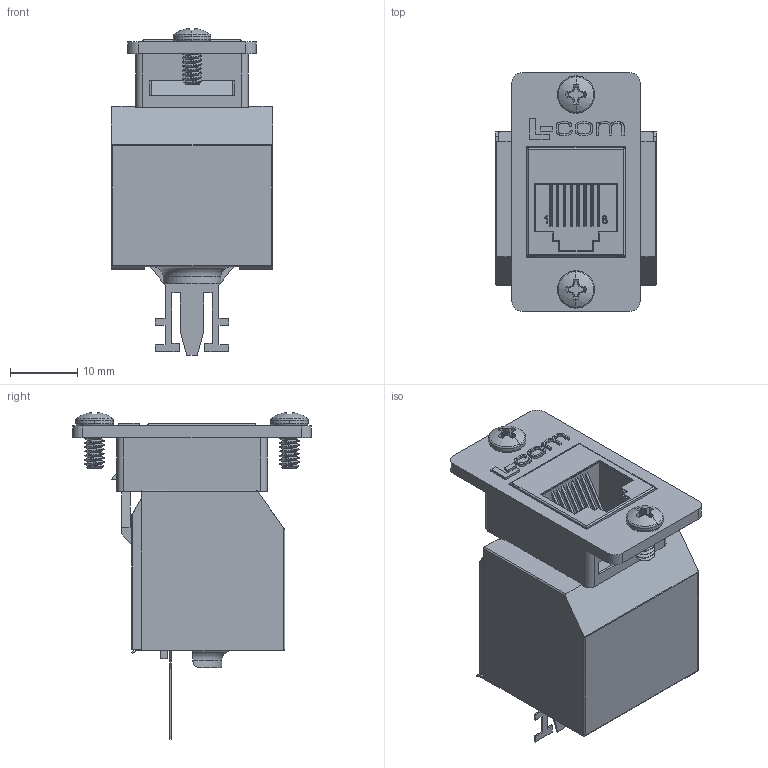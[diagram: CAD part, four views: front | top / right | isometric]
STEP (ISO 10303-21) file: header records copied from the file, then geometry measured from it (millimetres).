
FILE_DESCRIPTION (( 'STEP AP214' ), '1' );
FILE_NAME ('ECF110C5E-S.STEP', '2018-08-01T18:28:38', ( '' ), ( '' ), 'SwSTEP 2.0', 'SolidWorks 2017', '' );
FILE_SCHEMA (( 'AUTOMOTIVE_DESIGN' ));
Length unit declared in the file: inch
Products named in the file (7): MJ110C5E-S; 91772A106_91772A106; ECF-SK_with Global Connectivity logo; MJ110C5E-S-MA1; MJ110C5E-S-MA4; MJ110C5E-S-MA2; ECF110C5E-S
Assembly tree (7 placements, depth 3):
  ECF110C5E-S
    ECF-SK_with Global Connectivity logo
    91772A106_91772A106  x2
    MJ110C5E-S
      MJ110C5E-S-MA1
      MJ110C5E-S-MA2
      MJ110C5E-S-MA4
Bounding box: 24 x 35.56 x 48.62 mm (x, y, z)
Volume: 9111.1 mm3; surface area: 16034.8 mm2
Topology: 6 solids, 6 shells, 822 faces, 2311 edges, 1520 vertices
Faces by surface type: plane 548, cylinder 173, bspline 65, cone 18, torus 14, sphere 4
Entity records: 30907 total; most frequent: CARTESIAN_POINT 8132, ORIENTED_EDGE 4038, DIRECTION 3193, EDGE_CURVE 2019, LINE 1609, VECTOR 1609, VERTEX_POINT 1327, AXIS2_PLACEMENT_3D 792
